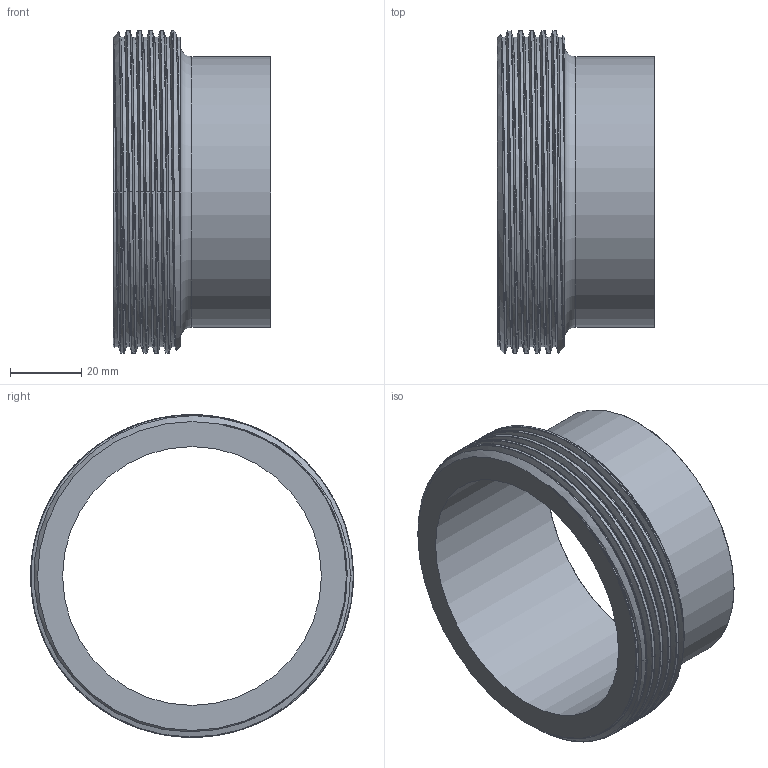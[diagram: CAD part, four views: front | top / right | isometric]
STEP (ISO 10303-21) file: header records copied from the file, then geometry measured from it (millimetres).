
FILE_DESCRIPTION(/* description */ (''),/* implementation_level */ '2;1');
FILE_NAME(/* name */ 'L15AJP-3.stp',/* time_stamp */ '2024-03-26T13:43:56-04:00',/* author */ ('brad'),/* organization */ (''),/* preprocessor_version */ 'ST-DEVELOPER v20',/* originating_system */ 'Autodesk Inventor 2024',/* authorisation */ '');
FILE_SCHEMA (('AUTOMOTIVE_DESIGN { 1 0 10303 214 3 1 1 }'));
Length unit declared in the file: inch
Products named in the file (1): L15AJP-3
Bounding box: 44.45 x 90.91 x 90.91 mm (x, y, z)
Volume: 48879.1 mm3; surface area: 29089.8 mm2
Topology: 1 solids, 1 shells, 32 faces, 84 edges, 55 vertices
Faces by surface type: cylinder 16, bspline 6, cone 4, torus 3, plane 3
Full cylindrical faces by diameter (mm): 72.898 x1, 76.2 x1, 87.224 x6, 90.907 x4
Entity records: 8684 total; most frequent: CARTESIAN_POINT 7927, ORIENTED_EDGE 168, DIRECTION 116, EDGE_CURVE 84, VERTEX_POINT 55, AXIS2_PLACEMENT_3D 49, B_SPLINE_CURVE_WITH_KNOTS 44, EDGE_LOOP 35
